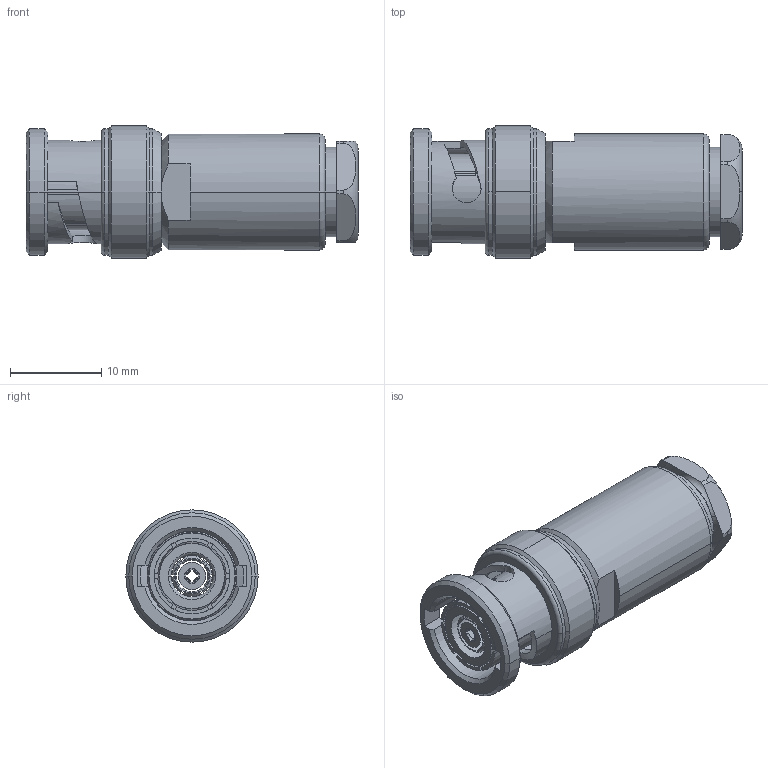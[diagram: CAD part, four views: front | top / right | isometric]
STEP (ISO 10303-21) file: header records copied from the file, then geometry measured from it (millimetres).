
FILE_DESCRIPTION((''),'2;1');
FILE_NAME('031-2675-1','2014-01-16T',('Mohan'),(''),'PRO/ENGINEER BY PARAMETRIC TECHNOLOGY CORPORATION, 2010100','PRO/ENGINEER BY PARAMETRIC TECHNOLOGY CORPORATION, 2010100','');
FILE_SCHEMA(('CONFIG_CONTROL_DESIGN'));
Length unit declared in the file: millimetre
Products named in the file (1): 031-2675-1
Bounding box: 36.32 x 14.48 x 14.48 mm (x, y, z)
Surface area: 2912.7 mm2 (no closed solid volume)
Topology: 0 solids, 26 shells, 134 faces, 432 edges, 306 vertices
Faces by surface type: cylinder 48, plane 40, cone 28, torus 14, bspline 4
Entity records: 5404 total; most frequent: CARTESIAN_POINT 1624, DIRECTION 832, ORIENTED_EDGE 678, EDGE_CURVE 432, AXIS2_PLACEMENT_3D 342, VERTEX_POINT 306, CIRCLE 212, VECTOR 148
